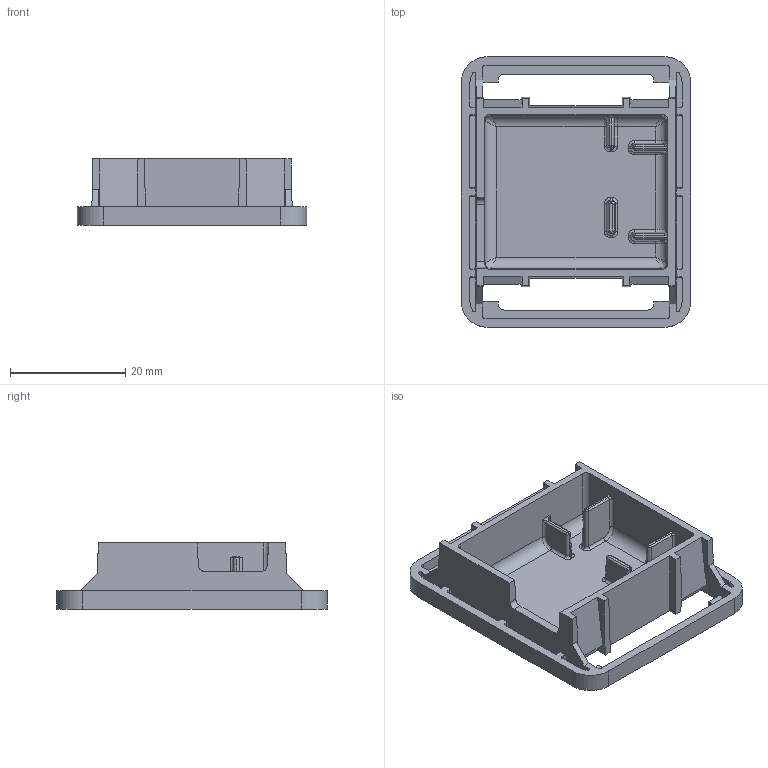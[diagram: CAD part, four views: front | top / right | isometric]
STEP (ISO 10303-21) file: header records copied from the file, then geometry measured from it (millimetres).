
FILE_DESCRIPTION(/* description */ ('Unknown'),/* implementation_level */ '2;1');
FILE_NAME(/* name */ '14543 rev3 - Enclosure',/* time_stamp */ '2022-04-19T18:47:29-03:00',/* author */ ('Unknown'),/* organization */ ('Unknown'),/* preprocessor_version */ 'ST-DEVELOPER v16.7',/* originating_system */ 'DEX',/* authorisation */ $);
FILE_SCHEMA (('AUTOMOTIVE_DESIGN {1 0 10303 214 3 1 1}'));
Length unit declared in the file: millimetre
Products named in the file (1): Lower Housing
Bounding box: 39.89 x 47 x 11.5 mm (x, y, z)
Volume: 4731.5 mm3; surface area: 6939.3 mm2
Topology: 1 solids, 1 shells, 265 faces, 722 edges, 453 vertices
Faces by surface type: plane 126, cylinder 97, bspline 42
Entity records: 8752 total; most frequent: CARTESIAN_POINT 2061, ORIENTED_EDGE 1432, DIRECTION 1390, EDGE_CURVE 716, AXIS2_PLACEMENT_3D 466, LINE 458, VECTOR 458, VERTEX_POINT 453
